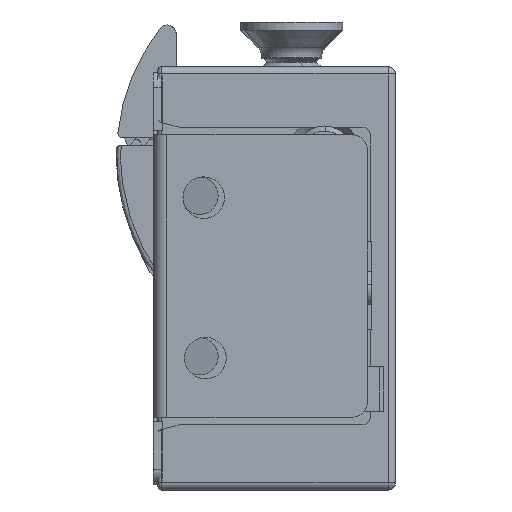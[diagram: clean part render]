
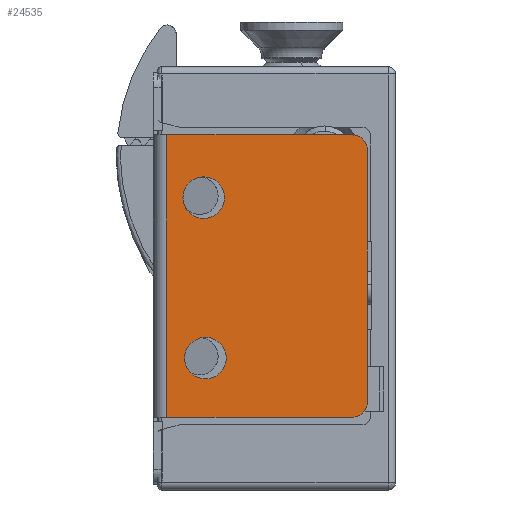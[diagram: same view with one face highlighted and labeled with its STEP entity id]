
A CAD part, front view. The second image highlights one B-rep face of the part: STEP entity #24535.
In plain terms, the highlighted face is planar.
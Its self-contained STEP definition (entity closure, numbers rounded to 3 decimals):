
#1312 = EDGE_CURVE ( 'NONE', #36526, #3240, #13535, .T. ) ;
#1914 = VECTOR ( 'NONE', #37500, 1000. ) ;
#1957 = DIRECTION ( 'NONE',  ( 0., 1., 0. ) ) ;
#2152 = DIRECTION ( 'NONE',  ( -1., 0., 0. ) ) ;
#2252 = CARTESIAN_POINT ( 'NONE',  ( 33.5, -13.8, -9.65 ) ) ;
#2521 = PLANE ( 'NONE',  #27898 ) ;
#2534 = LINE ( 'NONE', #20200, #1914 ) ;
#2665 = VECTOR ( 'NONE', #37867, 1000. ) ;
#2828 = ORIENTED_EDGE ( 'NONE', *, *, #16916, .T. ) ;
#2904 = DIRECTION ( 'NONE',  ( 0., 1., 0. ) ) ;
#3158 = VERTEX_POINT ( 'NONE', #35802 ) ;
#3240 = VERTEX_POINT ( 'NONE', #26746 ) ;
#3291 = ORIENTED_EDGE ( 'NONE', *, *, #22659, .T. ) ;
#3665 = VERTEX_POINT ( 'NONE', #5937 ) ;
#3816 = DIRECTION ( 'NONE',  ( 0., 0., -1. ) ) ;
#4013 = DIRECTION ( 'NONE',  ( -1., 0., 0. ) ) ;
#4604 = DIRECTION ( 'NONE',  ( 0., 0., -1. ) ) ;
#4655 = CARTESIAN_POINT ( 'NONE',  ( 33.5, -2.783, -5.431 ) ) ;
#4680 = CIRCLE ( 'NONE', #16332, 1.4 ) ;
#4999 = EDGE_LOOP ( 'NONE', ( #3291, #35578, #2828, #10280, #7546, #32894 ) ) ;
#5020 = FACE_BOUND ( 'NONE', #24038, .T. ) ;
#5780 = EDGE_CURVE ( 'NONE', #3665, #36526, #37069, .T. ) ;
#5937 = CARTESIAN_POINT ( 'NONE',  ( 33.5, -13.8, 8.35 ) ) ;
#6074 = DIRECTION ( 'NONE',  ( -1., 0., 0. ) ) ;
#6447 = CARTESIAN_POINT ( 'NONE',  ( 33.5, -2.783, -6.831 ) ) ;
#6534 = EDGE_CURVE ( 'NONE', #36970, #18516, #10572, .T. ) ;
#6549 = CARTESIAN_POINT ( 'NONE',  ( 33.5, -12.8, 8.35 ) ) ;
#7546 = ORIENTED_EDGE ( 'NONE', *, *, #5780, .T. ) ;
#7909 = EDGE_CURVE ( 'NONE', #19205, #19212, #2534, .T. ) ;
#8022 = CARTESIAN_POINT ( 'NONE',  ( 33.5, -2.783, -4.031 ) ) ;
#8039 = CIRCLE ( 'NONE', #29510, 1.4 ) ;
#8665 = CARTESIAN_POINT ( 'NONE',  ( 33.5, -13.8, -13.85 ) ) ;
#10280 = ORIENTED_EDGE ( 'NONE', *, *, #23425, .T. ) ;
#10572 = CIRCLE ( 'NONE', #32046, 1.4 ) ;
#10785 = FACE_BOUND ( 'NONE', #28266, .T. ) ;
#11017 = EDGE_CURVE ( 'NONE', #25495, #3158, #8039, .T. ) ;
#11352 = CARTESIAN_POINT ( 'NONE',  ( 33.5, -13.8, 9.35 ) ) ;
#13163 = CARTESIAN_POINT ( 'NONE',  ( 33.5, -0.3, -9.65 ) ) ;
#13535 = CIRCLE ( 'NONE', #20891, 1. ) ;
#14421 = DIRECTION ( 'NONE',  ( 1., 0., 0. ) ) ;
#14434 = CARTESIAN_POINT ( 'NONE',  ( 33.5, -2.9, 6.769 ) ) ;
#14640 = ORIENTED_EDGE ( 'NONE', *, *, #22456, .T. ) ;
#16124 = CARTESIAN_POINT ( 'NONE',  ( 33.5, -13.8, -13.85 ) ) ;
#16332 = AXIS2_PLACEMENT_3D ( 'NONE', #30121, #4013, #3816 ) ;
#16566 = ORIENTED_EDGE ( 'NONE', *, *, #11017, .T. ) ;
#16851 = LINE ( 'NONE', #2252, #20622 ) ;
#16916 = EDGE_CURVE ( 'NONE', #19205, #19326, #28434, .T. ) ;
#17093 = DIRECTION ( 'NONE',  ( -1., 0., 0. ) ) ;
#18516 = VERTEX_POINT ( 'NONE', #6447 ) ;
#18697 = ORIENTED_EDGE ( 'NONE', *, *, #31809, .T. ) ;
#19205 = VERTEX_POINT ( 'NONE', #30457 ) ;
#19212 = VERTEX_POINT ( 'NONE', #13163 ) ;
#19326 = VERTEX_POINT ( 'NONE', #20064 ) ;
#19729 = DIRECTION ( 'NONE',  ( 0., 1., 0. ) ) ;
#19988 = AXIS2_PLACEMENT_3D ( 'NONE', #6549, #14421, #2904 ) ;
#20064 = CARTESIAN_POINT ( 'NONE',  ( 33.5, -12.8, 9.35 ) ) ;
#20200 = CARTESIAN_POINT ( 'NONE',  ( 33.5, -0.3, -152.35 ) ) ;
#20622 = VECTOR ( 'NONE', #19729, 1000. ) ;
#20891 = AXIS2_PLACEMENT_3D ( 'NONE', #29209, #23814, #23435 ) ;
#22281 = ORIENTED_EDGE ( 'NONE', *, *, #6534, .T. ) ;
#22456 = EDGE_CURVE ( 'NONE', #3158, #25495, #4680, .T. ) ;
#22659 = EDGE_CURVE ( 'NONE', #3240, #19212, #16851, .T. ) ;
#23425 = EDGE_CURVE ( 'NONE', #19326, #3665, #25482, .T. ) ;
#23435 = DIRECTION ( 'NONE',  ( 0., 1., 0. ) ) ;
#23814 = DIRECTION ( 'NONE',  ( 1., 0., 0. ) ) ;
#24038 = EDGE_LOOP ( 'NONE', ( #18697, #22281 ) ) ;
#24535 = ADVANCED_FACE ( 'NONE', ( #28245, #5020, #10785 ), #2521, .T. ) ;
#25482 = CIRCLE ( 'NONE', #19988, 1. ) ;
#25495 = VERTEX_POINT ( 'NONE', #14434 ) ;
#26212 = CARTESIAN_POINT ( 'NONE',  ( 33.5, -13.8, -8.65 ) ) ;
#26295 = DIRECTION ( 'NONE',  ( 0., 0., -1. ) ) ;
#26746 = CARTESIAN_POINT ( 'NONE',  ( 33.5, -12.8, -9.65 ) ) ;
#27370 = VECTOR ( 'NONE', #4604, 1000. ) ;
#27898 = AXIS2_PLACEMENT_3D ( 'NONE', #8665, #34626, #1957 ) ;
#28061 = DIRECTION ( 'NONE',  ( 0., 0., -1. ) ) ;
#28239 = CIRCLE ( 'NONE', #35023, 1.4 ) ;
#28245 = FACE_OUTER_BOUND ( 'NONE', #4999, .T. ) ;
#28266 = EDGE_LOOP ( 'NONE', ( #14640, #16566 ) ) ;
#28434 = LINE ( 'NONE', #11352, #2665 ) ;
#29129 = DIRECTION ( 'NONE',  ( 0., 0., -1. ) ) ;
#29209 = CARTESIAN_POINT ( 'NONE',  ( 33.5, -12.8, -8.65 ) ) ;
#29510 = AXIS2_PLACEMENT_3D ( 'NONE', #34592, #17093, #26295 ) ;
#30121 = CARTESIAN_POINT ( 'NONE',  ( 33.5, -2.9, 5.369 ) ) ;
#30457 = CARTESIAN_POINT ( 'NONE',  ( 33.5, -0.3, 9.35 ) ) ;
#31809 = EDGE_CURVE ( 'NONE', #18516, #36970, #28239, .T. ) ;
#31995 = CARTESIAN_POINT ( 'NONE',  ( 33.5, -2.783, -5.431 ) ) ;
#32046 = AXIS2_PLACEMENT_3D ( 'NONE', #4655, #2152, #28061 ) ;
#32894 = ORIENTED_EDGE ( 'NONE', *, *, #1312, .T. ) ;
#34592 = CARTESIAN_POINT ( 'NONE',  ( 33.5, -2.9, 5.369 ) ) ;
#34626 = DIRECTION ( 'NONE',  ( 1., 0., 0. ) ) ;
#35023 = AXIS2_PLACEMENT_3D ( 'NONE', #31995, #6074, #29129 ) ;
#35578 = ORIENTED_EDGE ( 'NONE', *, *, #7909, .F. ) ;
#35802 = CARTESIAN_POINT ( 'NONE',  ( 33.5, -2.9, 3.969 ) ) ;
#36526 = VERTEX_POINT ( 'NONE', #26212 ) ;
#36970 = VERTEX_POINT ( 'NONE', #8022 ) ;
#37069 = LINE ( 'NONE', #16124, #27370 ) ;
#37500 = DIRECTION ( 'NONE',  ( 0., 0., -1. ) ) ;
#37867 = DIRECTION ( 'NONE',  ( 0., -1., 0. ) ) ;
